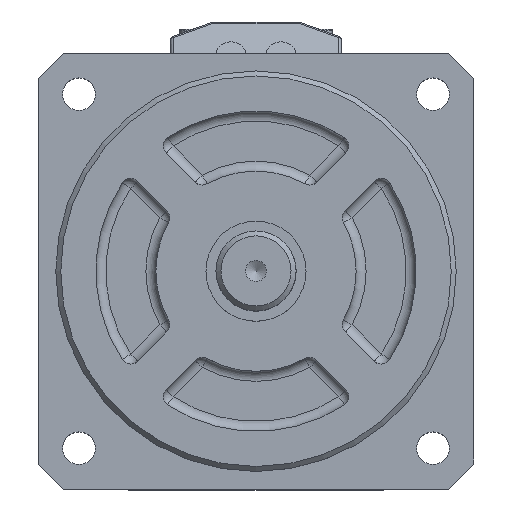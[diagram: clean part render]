
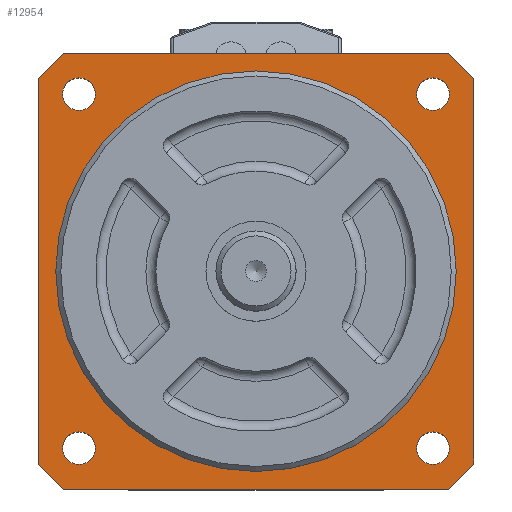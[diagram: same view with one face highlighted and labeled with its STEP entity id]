
A CAD part, top view. The second image highlights one B-rep face of the part: STEP entity #12954.
In plain terms, the highlighted planar face has unit normal (0, 0, 1).
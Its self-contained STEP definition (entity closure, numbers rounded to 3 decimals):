
#337 = EDGE_LOOP ( 'NONE', ( #1774 ) ) ;
#349 = VERTEX_POINT ( 'NONE', #12571 ) ;
#357 = FACE_BOUND ( 'NONE', #16538, .T. ) ;
#468 = ORIENTED_EDGE ( 'NONE', *, *, #10163, .F. ) ;
#758 = DIRECTION ( 'NONE',  ( 1., 0., 0. ) ) ;
#1103 = DIRECTION ( 'NONE',  ( 0., 0., 1. ) ) ;
#1113 = DIRECTION ( 'NONE',  ( -0.707, -0.707, 0. ) ) ;
#1162 = DIRECTION ( 'NONE',  ( 1., 0., 0. ) ) ;
#1196 = CARTESIAN_POINT ( 'NONE',  ( -83.562, -202.479, -223.493 ) ) ;
#1232 = VECTOR ( 'NONE', #9961, 1000. ) ;
#1292 = LINE ( 'NONE', #1196, #13237 ) ;
#1321 = EDGE_CURVE ( 'NONE', #2894, #2894, #13126, .T. ) ;
#1344 = CARTESIAN_POINT ( 'NONE',  ( -1.457, -276.335, -223.493 ) ) ;
#1523 = VERTEX_POINT ( 'NONE', #3083 ) ;
#1640 = DIRECTION ( 'NONE',  ( -1., 0., 0. ) ) ;
#1774 = ORIENTED_EDGE ( 'NONE', *, *, #6763, .F. ) ;
#1996 = DIRECTION ( 'NONE',  ( 0., 0., -1. ) ) ;
#2190 = ORIENTED_EDGE ( 'NONE', *, *, #10343, .F. ) ;
#2313 = CARTESIAN_POINT ( 'NONE',  ( -83.562, -279.479, -223.493 ) ) ;
#2317 = VERTEX_POINT ( 'NONE', #2313 ) ;
#2385 = DIRECTION ( 'NONE',  ( 0., -1., 0. ) ) ;
#2630 = ORIENTED_EDGE ( 'NONE', *, *, #4442, .T. ) ;
#2641 = ORIENTED_EDGE ( 'NONE', *, *, #14913, .T. ) ;
#2750 = ORIENTED_EDGE ( 'NONE', *, *, #10499, .T. ) ;
#2777 = DIRECTION ( 'NONE',  ( 0.707, -0.707, 0. ) ) ;
#2894 = VERTEX_POINT ( 'NONE', #7055 ) ;
#3083 = CARTESIAN_POINT ( 'NONE',  ( -0.062, -240.979, -223.493 ) ) ;
#3088 = CARTESIAN_POINT ( 'NONE',  ( 3.438, -279.479, -223.493 ) ) ;
#3363 = FACE_BOUND ( 'NONE', #337, .T. ) ;
#3370 = DIRECTION ( 'NONE',  ( 1., 0., 0. ) ) ;
#3400 = DIRECTION ( 'NONE',  ( -0.707, 0.707, 0. ) ) ;
#3459 = CARTESIAN_POINT ( 'NONE',  ( -40.062, -240.979, -223.493 ) ) ;
#3480 = LINE ( 'NONE', #15766, #6642 ) ;
#3684 = ORIENTED_EDGE ( 'NONE', *, *, #12306, .T. ) ;
#3822 = CARTESIAN_POINT ( 'NONE',  ( -75.418, -276.335, -223.493 ) ) ;
#4236 = EDGE_CURVE ( 'NONE', #11036, #11036, #11110, .T. ) ;
#4263 = CARTESIAN_POINT ( 'NONE',  ( -1.562, -197.479, -223.493 ) ) ;
#4395 = ORIENTED_EDGE ( 'NONE', *, *, #4236, .F. ) ;
#4433 = CARTESIAN_POINT ( 'NONE',  ( 3.438, -202.479, -223.493 ) ) ;
#4442 = EDGE_CURVE ( 'NONE', #11236, #10339, #16803, .T. ) ;
#4705 = DIRECTION ( 'NONE',  ( 0.707, 0.707, 0. ) ) ;
#4742 = ORIENTED_EDGE ( 'NONE', *, *, #1321, .F. ) ;
#4920 = VERTEX_POINT ( 'NONE', #14782 ) ;
#4927 = CARTESIAN_POINT ( 'NONE',  ( -78.562, -284.479, -223.493 ) ) ;
#4987 = DIRECTION ( 'NONE',  ( 0., 0., 1. ) ) ;
#5337 = DIRECTION ( 'NONE',  ( 0., 0., 1. ) ) ;
#5559 = DIRECTION ( 'NONE',  ( -1., 0., 0. ) ) ;
#5707 = AXIS2_PLACEMENT_3D ( 'NONE', #3459, #4987, #8900 ) ;
#5809 = DIRECTION ( 'NONE',  ( 0., 0., 1. ) ) ;
#5894 = PLANE ( 'NONE',  #15715 ) ;
#5915 = AXIS2_PLACEMENT_3D ( 'NONE', #9242, #5337, #16713 ) ;
#5946 = VECTOR ( 'NONE', #4705, 1000. ) ;
#6636 = EDGE_LOOP ( 'NONE', ( #4742 ) ) ;
#6642 = VECTOR ( 'NONE', #3400, 1000. ) ;
#6739 = VECTOR ( 'NONE', #5559, 1000. ) ;
#6763 = EDGE_CURVE ( 'NONE', #15453, #15453, #15187, .T. ) ;
#7055 = CARTESIAN_POINT ( 'NONE',  ( -72.168, -205.624, -223.493 ) ) ;
#7159 = LINE ( 'NONE', #4433, #1232 ) ;
#7164 = CARTESIAN_POINT ( 'NONE',  ( 0., 0., -223.493 ) ) ;
#7268 = CARTESIAN_POINT ( 'NONE',  ( -1.562, -284.479, -223.493 ) ) ;
#7347 = ORIENTED_EDGE ( 'NONE', *, *, #10732, .T. ) ;
#7595 = VECTOR ( 'NONE', #2385, 1000. ) ;
#7633 = ORIENTED_EDGE ( 'NONE', *, *, #9876, .T. ) ;
#8211 = CARTESIAN_POINT ( 'NONE',  ( -78.562, -284.479, -223.493 ) ) ;
#8611 = FACE_BOUND ( 'NONE', #6636, .T. ) ;
#8699 = FACE_OUTER_BOUND ( 'NONE', #13839, .T. ) ;
#8900 = DIRECTION ( 'NONE',  ( 1., 0., 0. ) ) ;
#9242 = CARTESIAN_POINT ( 'NONE',  ( -4.707, -276.335, -223.493 ) ) ;
#9270 = LINE ( 'NONE', #12235, #7595 ) ;
#9323 = DIRECTION ( 'NONE',  ( 0., 0., 1. ) ) ;
#9372 = CARTESIAN_POINT ( 'NONE',  ( -78.562, -197.479, -223.493 ) ) ;
#9837 = EDGE_CURVE ( 'NONE', #12041, #11236, #17294, .T. ) ;
#9876 = EDGE_CURVE ( 'NONE', #4920, #14120, #3480, .T. ) ;
#9961 = DIRECTION ( 'NONE',  ( 0., 1., 0. ) ) ;
#10163 = EDGE_CURVE ( 'NONE', #1523, #1523, #12072, .T. ) ;
#10339 = VERTEX_POINT ( 'NONE', #10869 ) ;
#10343 = EDGE_CURVE ( 'NONE', #349, #349, #17809, .T. ) ;
#10378 = VERTEX_POINT ( 'NONE', #12305 ) ;
#10499 = EDGE_CURVE ( 'NONE', #10339, #4920, #7159, .T. ) ;
#10732 = EDGE_CURVE ( 'NONE', #14120, #10378, #17838, .T. ) ;
#10869 = CARTESIAN_POINT ( 'NONE',  ( 3.438, -279.479, -223.493 ) ) ;
#10921 = CARTESIAN_POINT ( 'NONE',  ( -83.562, -279.479, -223.493 ) ) ;
#11036 = VERTEX_POINT ( 'NONE', #1344 ) ;
#11070 = DIRECTION ( 'NONE',  ( 1., 0., 0. ) ) ;
#11110 = CIRCLE ( 'NONE', #5915, 3.25 ) ;
#11236 = VERTEX_POINT ( 'NONE', #7268 ) ;
#12041 = VERTEX_POINT ( 'NONE', #8211 ) ;
#12072 = CIRCLE ( 'NONE', #5707, 40. ) ;
#12235 = CARTESIAN_POINT ( 'NONE',  ( -83.562, -202.479, -223.493 ) ) ;
#12305 = CARTESIAN_POINT ( 'NONE',  ( -78.562, -197.479, -223.493 ) ) ;
#12306 = EDGE_CURVE ( 'NONE', #15657, #2317, #9270, .T. ) ;
#12571 = CARTESIAN_POINT ( 'NONE',  ( -1.457, -205.624, -223.493 ) ) ;
#12954 = ADVANCED_FACE ( 'NONE', ( #8611, #357, #3363, #14382, #8699, #17171 ), #5894, .F. ) ;
#13126 = CIRCLE ( 'NONE', #15422, 3.25 ) ;
#13237 = VECTOR ( 'NONE', #1113, 1000. ) ;
#13753 = AXIS2_PLACEMENT_3D ( 'NONE', #3822, #1103, #11070 ) ;
#13787 = AXIS2_PLACEMENT_3D ( 'NONE', #17442, #9323, #1162 ) ;
#13839 = EDGE_LOOP ( 'NONE', ( #16846, #3684, #2641, #16661, #2630, #2750, #7633, #7347 ) ) ;
#14120 = VERTEX_POINT ( 'NONE', #4263 ) ;
#14153 = VECTOR ( 'NONE', #758, 1000. ) ;
#14382 = FACE_BOUND ( 'NONE', #16489, .T. ) ;
#14782 = CARTESIAN_POINT ( 'NONE',  ( 3.438, -202.479, -223.493 ) ) ;
#14913 = EDGE_CURVE ( 'NONE', #2317, #12041, #16223, .T. ) ;
#15187 = CIRCLE ( 'NONE', #13753, 3.25 ) ;
#15422 = AXIS2_PLACEMENT_3D ( 'NONE', #15730, #5809, #3370 ) ;
#15450 = VECTOR ( 'NONE', #2777, 1000. ) ;
#15453 = VERTEX_POINT ( 'NONE', #16524 ) ;
#15657 = VERTEX_POINT ( 'NONE', #16045 ) ;
#15715 = AXIS2_PLACEMENT_3D ( 'NONE', #7164, #1996, #1640 ) ;
#15730 = CARTESIAN_POINT ( 'NONE',  ( -75.418, -205.624, -223.493 ) ) ;
#15766 = CARTESIAN_POINT ( 'NONE',  ( -1.562, -197.479, -223.493 ) ) ;
#15805 = EDGE_CURVE ( 'NONE', #10378, #15657, #1292, .T. ) ;
#16045 = CARTESIAN_POINT ( 'NONE',  ( -83.562, -202.479, -223.493 ) ) ;
#16223 = LINE ( 'NONE', #10921, #15450 ) ;
#16489 = EDGE_LOOP ( 'NONE', ( #468 ) ) ;
#16524 = CARTESIAN_POINT ( 'NONE',  ( -72.168, -276.335, -223.493 ) ) ;
#16538 = EDGE_LOOP ( 'NONE', ( #4395 ) ) ;
#16661 = ORIENTED_EDGE ( 'NONE', *, *, #9837, .T. ) ;
#16713 = DIRECTION ( 'NONE',  ( 1., 0., 0. ) ) ;
#16803 = LINE ( 'NONE', #3088, #5946 ) ;
#16846 = ORIENTED_EDGE ( 'NONE', *, *, #15805, .T. ) ;
#17171 = FACE_BOUND ( 'NONE', #17662, .T. ) ;
#17294 = LINE ( 'NONE', #4927, #14153 ) ;
#17442 = CARTESIAN_POINT ( 'NONE',  ( -4.707, -205.624, -223.493 ) ) ;
#17662 = EDGE_LOOP ( 'NONE', ( #2190 ) ) ;
#17809 = CIRCLE ( 'NONE', #13787, 3.25 ) ;
#17838 = LINE ( 'NONE', #9372, #6739 ) ;
